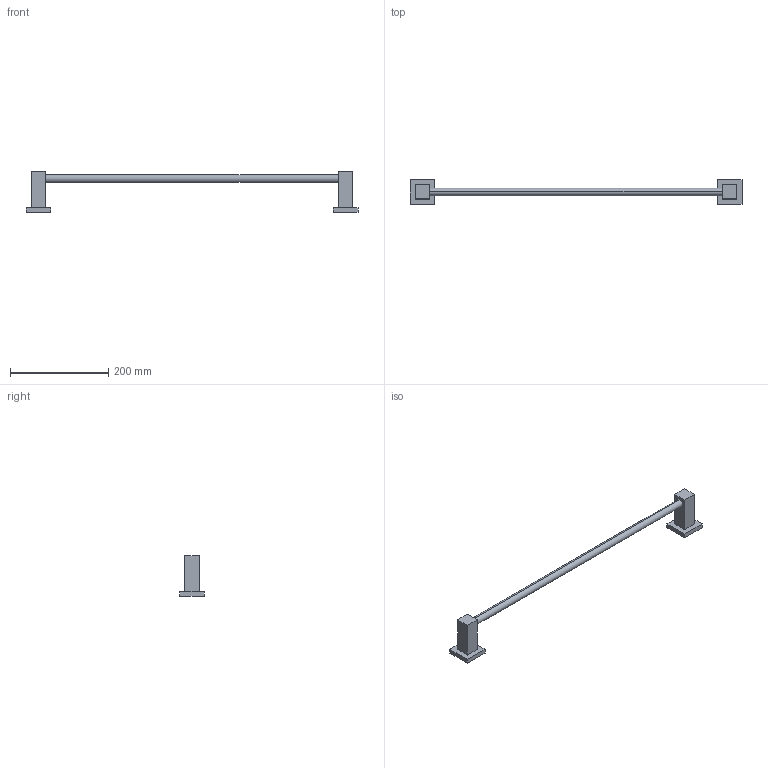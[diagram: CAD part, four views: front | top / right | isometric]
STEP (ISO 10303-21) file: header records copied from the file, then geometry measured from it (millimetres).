
FILE_DESCRIPTION((''),'2;1');
FILE_NAME('19-02_WEB','2010-08-20T',('project'),(''),'PRO/ENGINEER BY PARAMETRIC TECHNOLOGY CORPORATION, 2009300','PRO/ENGINEER BY PARAMETRIC TECHNOLOGY CORPORATION, 2009300','');
FILE_SCHEMA(('CONFIG_CONTROL_DESIGN'));
Length unit declared in the file: inch
Products named in the file (1): 19-02_WEB
Bounding box: 676.27 x 50.8 x 83.26 mm (x, y, z)
Surface area: 65232.3 mm2 (no closed solid volume)
Topology: 0 solids, 7 shells, 26 faces, 58 edges, 40 vertices
Faces by surface type: plane 24, cylinder 2
Entity records: 740 total; most frequent: CARTESIAN_POINT 124, DIRECTION 118, ORIENTED_EDGE 100, EDGE_CURVE 58, VECTOR 50, LINE 50, VERTEX_POINT 40, AXIS2_PLACEMENT_3D 34
